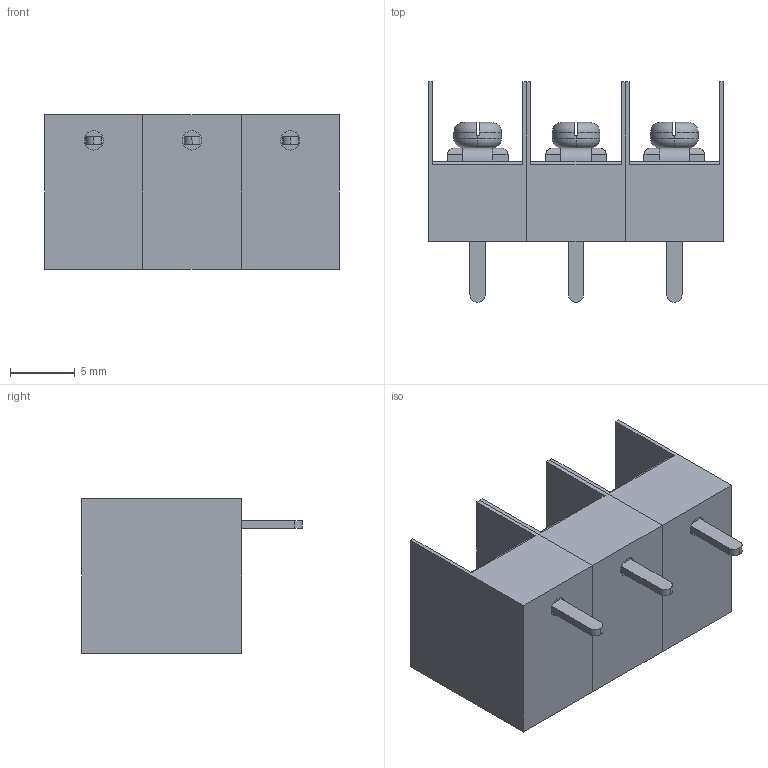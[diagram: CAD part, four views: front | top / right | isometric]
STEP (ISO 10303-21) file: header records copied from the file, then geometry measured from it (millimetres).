
FILE_DESCRIPTION (( 'STEP AP214' ), '1' );
FILE_NAME ('KF7.62-3P.STEP', '2024-08-06T21:58:16', ( '' ), ( '' ), 'SwSTEP 2.0', 'SolidWorks 2020', '' );
FILE_SCHEMA (( 'AUTOMOTIVE_DESIGN' ));
Length unit declared in the file: inch
Products named in the file (2): KF7.62-1P; KF7.62-3P
Assembly tree (3 placements, depth 2):
  KF7.62-3P
    KF7.62-1P  x3
Bounding box: 22.86 x 17.1 x 12 mm (x, y, z)
Volume: 1932.3 mm3; surface area: 3293.2 mm2
Topology: 12 solids, 12 shells, 264 faces, 675 edges, 444 vertices
Faces by surface type: plane 174, cylinder 72, torus 18
Entity records: 2828 total; most frequent: CARTESIAN_POINT 539, DIRECTION 457, ORIENTED_EDGE 450, EDGE_CURVE 225, VECTOR 157, LINE 157, AXIS2_PLACEMENT_3D 150, VERTEX_POINT 148
